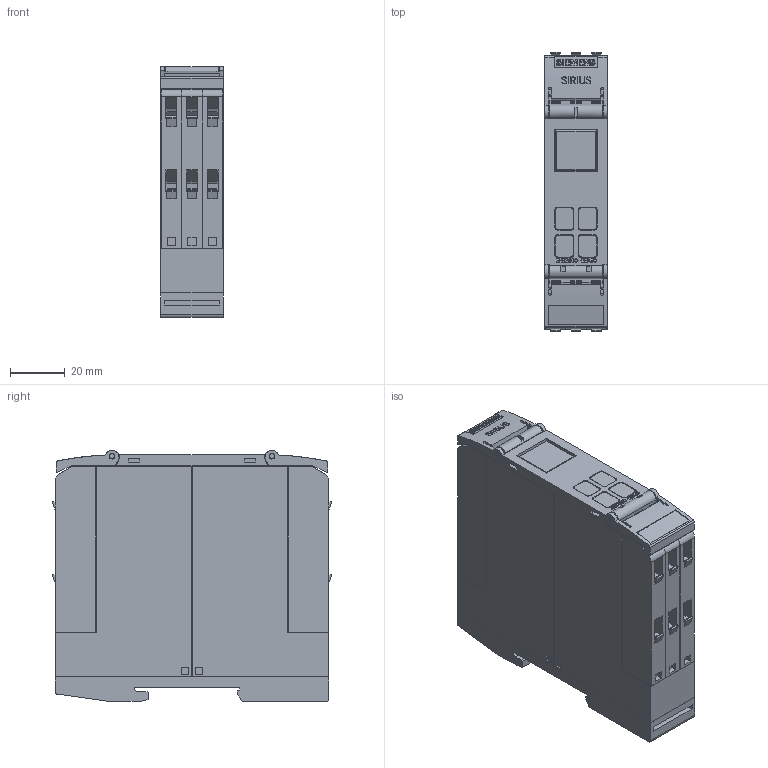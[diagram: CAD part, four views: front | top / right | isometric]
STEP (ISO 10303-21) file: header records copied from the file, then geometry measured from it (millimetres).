
FILE_DESCRIPTION(('STEP AP214'),'1');
FILE_NAME('cctmp_508339AC-A9D0-4C65-8F40-96231DF61381_2023_07_21_11_06_44_0632..stp','2023-07-21T09:06:46',('SIEMENS A&D'),('CADClick - www.CADClick.com'),'Spatial InterOp 3D postprocessed',' ','unknown authorization');
FILE_SCHEMA(('AUTOMOTIVE_DESIGN'));
Length unit declared in the file: millimetre
Products named in the file (1): 2023_07_21_11_06_44_0567
Bounding box: 22.8 x 101.96 x 91.6 mm (x, y, z)
Volume: 189822.4 mm3; surface area: 52853.7 mm2
Topology: 1 solids, 1 shells, 1689 faces, 4768 edges, 3164 vertices
Faces by surface type: plane 1428, cylinder 245, torus 16
Entity records: 59649 total; most frequent: CARTESIAN_POINT 10180, ORIENTED_EDGE 9520, DIRECTION 8709, EDGE_CURVE 4760, LINE 4099, VECTOR 4099, VERTEX_POINT 3164, AXIS2_PLACEMENT_3D 2305
